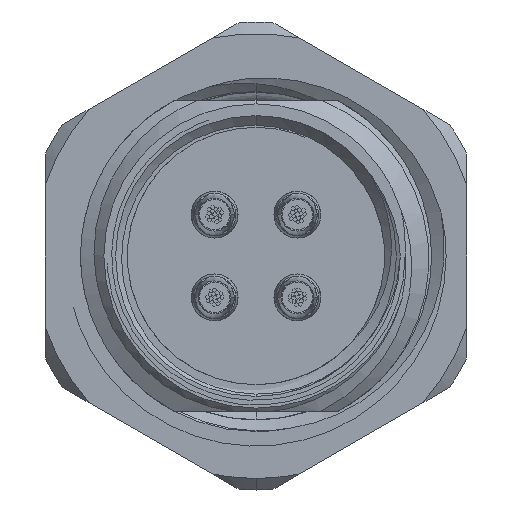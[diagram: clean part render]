
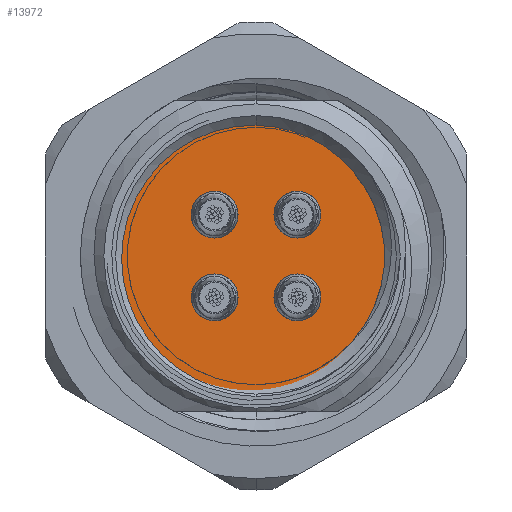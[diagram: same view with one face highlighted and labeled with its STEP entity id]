
A CAD part, left-side view. The second image highlights one B-rep face of the part: STEP entity #13972.
In plain terms, the highlighted planar face has unit normal (-1, 0, 0).
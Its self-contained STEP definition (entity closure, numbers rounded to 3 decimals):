
#130 = VERTEX_POINT ( 'NONE', #255 ) ;
#255 = CARTESIAN_POINT ( 'NONE',  ( -13., 1.068, -1.768 ) ) ;
#426 = EDGE_LOOP ( 'NONE', ( #19035, #5185 ) ) ;
#655 = CARTESIAN_POINT ( 'NONE',  ( -13., 1.768, 1.768 ) ) ;
#911 = ORIENTED_EDGE ( 'NONE', *, *, #5673, .F. ) ;
#1242 = CARTESIAN_POINT ( 'NONE',  ( -13., 2.468, 1.768 ) ) ;
#1471 = CIRCLE ( 'NONE', #16179, 0.7 ) ;
#1536 = AXIS2_PLACEMENT_3D ( 'NONE', #12067, #12298, #8443 ) ;
#2328 = AXIS2_PLACEMENT_3D ( 'NONE', #4526, #17232, #8027 ) ;
#2676 = AXIS2_PLACEMENT_3D ( 'NONE', #16504, #20690, #10784 ) ;
#2694 = DIRECTION ( 'NONE',  ( -1., 0., 0. ) ) ;
#2736 = EDGE_LOOP ( 'NONE', ( #12408, #16233 ) ) ;
#2811 = CARTESIAN_POINT ( 'NONE',  ( -13., -1.768, 1.768 ) ) ;
#2888 = CIRCLE ( 'NONE', #4429, 0.7 ) ;
#3032 = EDGE_CURVE ( 'NONE', #9132, #4088, #2888, .T. ) ;
#3430 = CIRCLE ( 'NONE', #20456, 0.7 ) ;
#3442 = VERTEX_POINT ( 'NONE', #15656 ) ;
#3721 = CIRCLE ( 'NONE', #18795, 0.7 ) ;
#3778 = CARTESIAN_POINT ( 'NONE',  ( -13., 1.068, 1.768 ) ) ;
#3964 = DIRECTION ( 'NONE',  ( 0., -1., 0. ) ) ;
#4088 = VERTEX_POINT ( 'NONE', #8560 ) ;
#4254 = EDGE_CURVE ( 'NONE', #4088, #9132, #7178, .T. ) ;
#4326 = VERTEX_POINT ( 'NONE', #12005 ) ;
#4329 = EDGE_CURVE ( 'NONE', #130, #11817, #3721, .T. ) ;
#4429 = AXIS2_PLACEMENT_3D ( 'NONE', #17737, #10452, #13970 ) ;
#4526 = CARTESIAN_POINT ( 'NONE',  ( -13., 0., 0. ) ) ;
#4585 = VERTEX_POINT ( 'NONE', #3778 ) ;
#5036 = CARTESIAN_POINT ( 'NONE',  ( -13., 0., 0. ) ) ;
#5185 = ORIENTED_EDGE ( 'NONE', *, *, #10358, .F. ) ;
#5196 = CARTESIAN_POINT ( 'NONE',  ( -13., 2.468, -1.768 ) ) ;
#5246 = EDGE_LOOP ( 'NONE', ( #911, #17404 ) ) ;
#5294 = DIRECTION ( 'NONE',  ( -1., 0., 0. ) ) ;
#5658 = FACE_BOUND ( 'NONE', #2736, .T. ) ;
#5673 = EDGE_CURVE ( 'NONE', #9487, #4326, #19209, .T. ) ;
#5748 = EDGE_LOOP ( 'NONE', ( #20748, #6324 ) ) ;
#6316 = DIRECTION ( 'NONE',  ( -1., 0., 0. ) ) ;
#6324 = ORIENTED_EDGE ( 'NONE', *, *, #4254, .F. ) ;
#6433 = EDGE_CURVE ( 'NONE', #23679, #4585, #19970, .T. ) ;
#6437 = CARTESIAN_POINT ( 'NONE',  ( -13., 1.768, 1.768 ) ) ;
#6798 = DIRECTION ( 'NONE',  ( 0., -1., 0. ) ) ;
#7119 = FACE_OUTER_BOUND ( 'NONE', #5246, .T. ) ;
#7178 = CIRCLE ( 'NONE', #11425, 0.7 ) ;
#7476 = AXIS2_PLACEMENT_3D ( 'NONE', #16457, #5294, #12679 ) ;
#7502 = VERTEX_POINT ( 'NONE', #19563 ) ;
#7714 = CIRCLE ( 'NONE', #2676, 0.7 ) ;
#8027 = DIRECTION ( 'NONE',  ( 0., 1., 0. ) ) ;
#8443 = DIRECTION ( 'NONE',  ( 0., -1., 0. ) ) ;
#8560 = CARTESIAN_POINT ( 'NONE',  ( -13., -1.068, 1.768 ) ) ;
#8879 = CIRCLE ( 'NONE', #1536, 0.7 ) ;
#9132 = VERTEX_POINT ( 'NONE', #19225 ) ;
#9439 = DIRECTION ( 'NONE',  ( 0., -1., 0. ) ) ;
#9487 = VERTEX_POINT ( 'NONE', #18251 ) ;
#9949 = EDGE_CURVE ( 'NONE', #3442, #7502, #7714, .T. ) ;
#10063 = DIRECTION ( 'NONE',  ( 0., -1., 0. ) ) ;
#10358 = EDGE_CURVE ( 'NONE', #11817, #130, #8879, .T. ) ;
#10452 = DIRECTION ( 'NONE',  ( -1., 0., 0. ) ) ;
#10784 = DIRECTION ( 'NONE',  ( 0., -1., 0. ) ) ;
#11425 = AXIS2_PLACEMENT_3D ( 'NONE', #2811, #6316, #6798 ) ;
#11817 = VERTEX_POINT ( 'NONE', #5196 ) ;
#12005 = CARTESIAN_POINT ( 'NONE',  ( -13., -6., 0. ) ) ;
#12067 = CARTESIAN_POINT ( 'NONE',  ( -13., 1.768, -1.768 ) ) ;
#12247 = EDGE_CURVE ( 'NONE', #4326, #9487, #19346, .T. ) ;
#12298 = DIRECTION ( 'NONE',  ( -1., 0., 0. ) ) ;
#12408 = ORIENTED_EDGE ( 'NONE', *, *, #22151, .F. ) ;
#12679 = DIRECTION ( 'NONE',  ( 0., -1., 0. ) ) ;
#12914 = FACE_BOUND ( 'NONE', #5748, .T. ) ;
#13064 = CARTESIAN_POINT ( 'NONE',  ( -13., -1.768, -1.768 ) ) ;
#13137 = DIRECTION ( 'NONE',  ( -1., 0., 0. ) ) ;
#13694 = DIRECTION ( 'NONE',  ( 0., -1., 0. ) ) ;
#13935 = DIRECTION ( 'NONE',  ( -1., 0., 0. ) ) ;
#13970 = DIRECTION ( 'NONE',  ( 0., -1., 0. ) ) ;
#13972 = ADVANCED_FACE ( 'NONE', ( #5658, #23597, #12914, #14397, #7119 ), #21762, .T. ) ;
#14397 = FACE_BOUND ( 'NONE', #426, .T. ) ;
#15160 = ORIENTED_EDGE ( 'NONE', *, *, #19651, .F. ) ;
#15656 = CARTESIAN_POINT ( 'NONE',  ( -13., -1.068, -1.768 ) ) ;
#16179 = AXIS2_PLACEMENT_3D ( 'NONE', #13064, #20116, #9439 ) ;
#16233 = ORIENTED_EDGE ( 'NONE', *, *, #6433, .F. ) ;
#16457 = CARTESIAN_POINT ( 'NONE',  ( -13., 0., 0. ) ) ;
#16504 = CARTESIAN_POINT ( 'NONE',  ( -13., -1.768, -1.768 ) ) ;
#16510 = AXIS2_PLACEMENT_3D ( 'NONE', #6437, #13935, #10063 ) ;
#17232 = DIRECTION ( 'NONE',  ( 1., 0., 0. ) ) ;
#17404 = ORIENTED_EDGE ( 'NONE', *, *, #12247, .F. ) ;
#17712 = CARTESIAN_POINT ( 'NONE',  ( -13., 1.768, -1.768 ) ) ;
#17737 = CARTESIAN_POINT ( 'NONE',  ( -13., -1.768, 1.768 ) ) ;
#18251 = CARTESIAN_POINT ( 'NONE',  ( -13., 6., 0. ) ) ;
#18795 = AXIS2_PLACEMENT_3D ( 'NONE', #17712, #2694, #13694 ) ;
#19035 = ORIENTED_EDGE ( 'NONE', *, *, #4329, .F. ) ;
#19209 = CIRCLE ( 'NONE', #22300, 6. ) ;
#19225 = CARTESIAN_POINT ( 'NONE',  ( -13., -2.468, 1.768 ) ) ;
#19346 = CIRCLE ( 'NONE', #2328, 6. ) ;
#19563 = CARTESIAN_POINT ( 'NONE',  ( -13., -2.468, -1.768 ) ) ;
#19651 = EDGE_CURVE ( 'NONE', #7502, #3442, #1471, .T. ) ;
#19970 = CIRCLE ( 'NONE', #16510, 0.7 ) ;
#20067 = DIRECTION ( 'NONE',  ( 0., 1., 0. ) ) ;
#20116 = DIRECTION ( 'NONE',  ( -1., 0., 0. ) ) ;
#20456 = AXIS2_PLACEMENT_3D ( 'NONE', #655, #13137, #3964 ) ;
#20690 = DIRECTION ( 'NONE',  ( -1., 0., 0. ) ) ;
#20748 = ORIENTED_EDGE ( 'NONE', *, *, #3032, .F. ) ;
#20805 = ORIENTED_EDGE ( 'NONE', *, *, #9949, .F. ) ;
#21762 = PLANE ( 'NONE',  #7476 ) ;
#22151 = EDGE_CURVE ( 'NONE', #4585, #23679, #3430, .T. ) ;
#22300 = AXIS2_PLACEMENT_3D ( 'NONE', #5036, #23697, #20067 ) ;
#22815 = EDGE_LOOP ( 'NONE', ( #15160, #20805 ) ) ;
#23597 = FACE_BOUND ( 'NONE', #22815, .T. ) ;
#23679 = VERTEX_POINT ( 'NONE', #1242 ) ;
#23697 = DIRECTION ( 'NONE',  ( 1., 0., 0. ) ) ;
